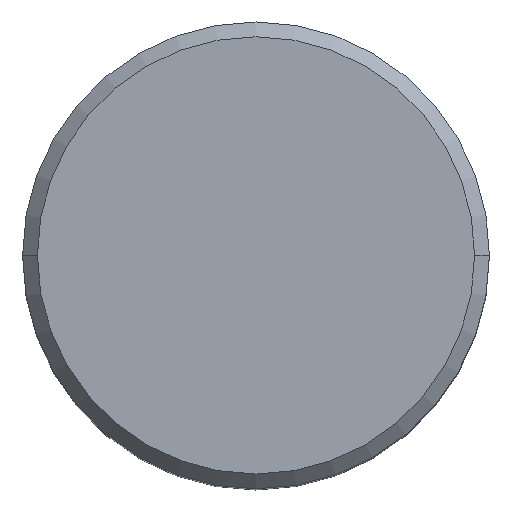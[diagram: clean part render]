
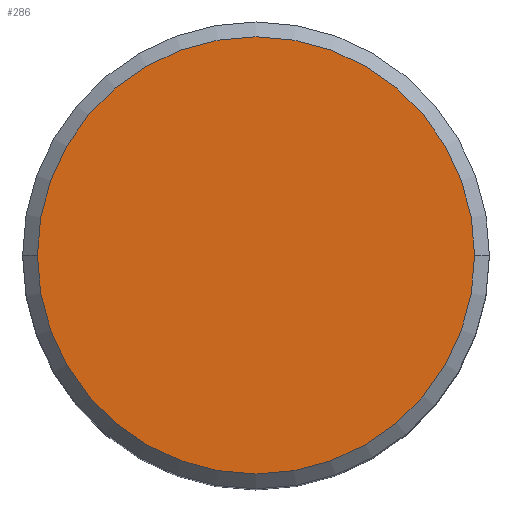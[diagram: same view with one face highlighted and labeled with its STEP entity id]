
A CAD part, top view. The second image highlights one B-rep face of the part: STEP entity #286.
In plain terms, the highlighted planar face has unit normal (0, 0, 1).
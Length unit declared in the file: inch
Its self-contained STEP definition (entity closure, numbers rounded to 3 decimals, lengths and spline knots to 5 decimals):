
#23 = DIRECTION ( 'NONE',  ( 0., 0., 1. ) ) ;
#30 = CARTESIAN_POINT ( 'NONE',  ( 0., 0.2212, 0. ) ) ;
#33 = AXIS2_PLACEMENT_3D ( 'NONE', #400, #235, #271 ) ;
#35 = DIRECTION ( 'NONE',  ( 0., 0., -1. ) ) ;
#59 = VERTEX_POINT ( 'NONE', #100 ) ;
#79 = EDGE_LOOP ( 'NONE', ( #367, #413 ) ) ;
#100 = CARTESIAN_POINT ( 'NONE',  ( -0.2212, 0., 0. ) ) ;
#155 = EDGE_CURVE ( 'NONE', #59, #241, #273, .T. ) ;
#162 = DIRECTION ( 'NONE',  ( -1., 0., 0. ) ) ;
#235 = DIRECTION ( 'NONE',  ( 0., 0., 1. ) ) ;
#241 = VERTEX_POINT ( 'NONE', #353 ) ;
#271 = DIRECTION ( 'NONE',  ( 1., 0., 0. ) ) ;
#273 = CIRCLE ( 'NONE', #342, 0.2212 ) ;
#286 = ADVANCED_FACE ( 'NONE', ( #401 ), #462, .F. ) ;
#292 = CARTESIAN_POINT ( 'NONE',  ( 0., 0., 0. ) ) ;
#342 = AXIS2_PLACEMENT_3D ( 'NONE', #292, #23, #428 ) ;
#346 = EDGE_CURVE ( 'NONE', #241, #59, #405, .T. ) ;
#353 = CARTESIAN_POINT ( 'NONE',  ( 0.2212, 0., 0. ) ) ;
#367 = ORIENTED_EDGE ( 'NONE', *, *, #155, .T. ) ;
#400 = CARTESIAN_POINT ( 'NONE',  ( 0., 0., 0. ) ) ;
#401 = FACE_OUTER_BOUND ( 'NONE', #79, .T. ) ;
#405 = CIRCLE ( 'NONE', #33, 0.2212 ) ;
#413 = ORIENTED_EDGE ( 'NONE', *, *, #346, .T. ) ;
#428 = DIRECTION ( 'NONE',  ( 1., 0., 0. ) ) ;
#444 = AXIS2_PLACEMENT_3D ( 'NONE', #30, #35, #162 ) ;
#462 = PLANE ( 'NONE',  #444 ) ;
